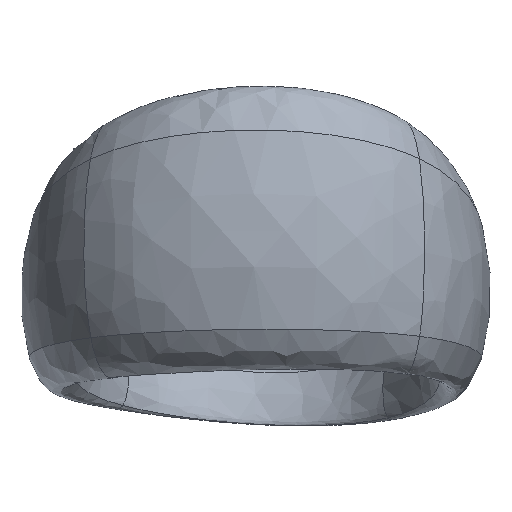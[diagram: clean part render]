
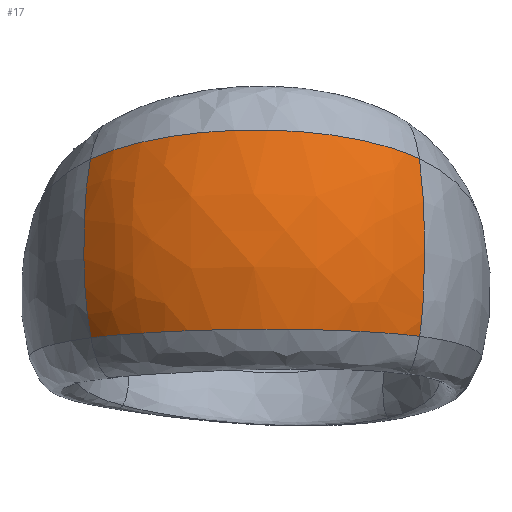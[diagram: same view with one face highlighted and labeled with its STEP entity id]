
A CAD part, left-side view. The second image highlights one B-rep face of the part: STEP entity #17.
In plain terms, the highlighted free-form (B-spline) face has degree [3, 3] with [4, 4] control points.
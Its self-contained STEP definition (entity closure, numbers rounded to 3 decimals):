
#17 = ADVANCED_FACE('',(#18),#56,.T.);
#18 = FACE_BOUND('',#19,.T.);
#19 = EDGE_LOOP('',(#20,#31,#40,#49));
#20 = ORIENTED_EDGE('',*,*,#21,.F.);
#21 = EDGE_CURVE('',#22,#24,#26,.T.);
#22 = VERTEX_POINT('',#23);
#23 = CARTESIAN_POINT('',(-46.645,91.646,-17.229
    ));
#24 = VERTEX_POINT('',#25);
#25 = CARTESIAN_POINT('',(-43.908,91.914,
    83.967));
#26 = B_SPLINE_CURVE_WITH_KNOTS('',3,(#27,#28,#29,#30),.UNSPECIFIED.,.F.
  ,.F.,(4,4),(0.,1.),.PIECEWISE_BEZIER_KNOTS.);
#27 = CARTESIAN_POINT('',(-46.645,91.646,-17.229
    ));
#28 = CARTESIAN_POINT('',(-56.472,96.879,9.569
    ));
#29 = CARTESIAN_POINT('',(-53.968,96.938,58.249
    ));
#30 = CARTESIAN_POINT('',(-43.908,91.914,
    83.967));
#31 = ORIENTED_EDGE('',*,*,#32,.F.);
#32 = EDGE_CURVE('',#33,#22,#35,.T.);
#33 = VERTEX_POINT('',#34);
#34 = CARTESIAN_POINT('',(-49.681,-94.702,-16.393
    ));
#35 = B_SPLINE_CURVE_WITH_KNOTS('',3,(#36,#37,#38,#39),.UNSPECIFIED.,.F.
  ,.F.,(4,4),(0.,1.),.PIECEWISE_BEZIER_KNOTS.);
#36 = CARTESIAN_POINT('',(-49.681,-94.702,-16.393
    ));
#37 = CARTESIAN_POINT('',(-99.914,-48.041,-10.473
    ));
#38 = CARTESIAN_POINT('',(-97.954,45.09,
    -11.441));
#39 = CARTESIAN_POINT('',(-46.645,91.646,-17.229
    ));
#40 = ORIENTED_EDGE('',*,*,#41,.F.);
#41 = EDGE_CURVE('',#42,#33,#44,.T.);
#42 = VERTEX_POINT('',#43);
#43 = CARTESIAN_POINT('',(-46.246,-94.592,
    84.263));
#44 = B_SPLINE_CURVE_WITH_KNOTS('',3,(#45,#46,#47,#48),.UNSPECIFIED.,.F.
  ,.F.,(4,4),(0.,1.),.PIECEWISE_BEZIER_KNOTS.);
#45 = CARTESIAN_POINT('',(-46.246,-94.592,
    84.263));
#46 = CARTESIAN_POINT('',(-53.619,-98.612,58.236
    ));
#47 = CARTESIAN_POINT('',(-56.679,-98.574,9.596
    ));
#48 = CARTESIAN_POINT('',(-49.681,-94.702,-16.393
    ));
#49 = ORIENTED_EDGE('',*,*,#50,.F.);
#50 = EDGE_CURVE('',#24,#42,#51,.T.);
#51 = B_SPLINE_CURVE_WITH_KNOTS('',3,(#52,#53,#54,#55),.UNSPECIFIED.,.F.
  ,.F.,(4,4),(0.,1.),.PIECEWISE_BEZIER_KNOTS.);
#52 = CARTESIAN_POINT('',(-43.908,91.914,
    83.967));
#53 = CARTESIAN_POINT('',(-95.095,45.821,
    105.725));
#54 = CARTESIAN_POINT('',(-96.891,-47.319,106.334
    ));
#55 = CARTESIAN_POINT('',(-46.246,-94.592,
    84.263));
#56 = B_SPLINE_SURFACE_WITH_KNOTS('',3,3,(
    (#57,#58,#59,#60)
    ,(#61,#62,#63,#64)
    ,(#65,#66,#67,#68)
    ,(#69,#70,#71,#72
    )),.UNSPECIFIED.,.F.,.F.,.F.,(4,4),(4,4),(-0.012,
    1.012),(-0.01,1.01),
  .PIECEWISE_BEZIER_KNOTS.);
#57 = CARTESIAN_POINT('',(-42.035,93.056,
    84.245));
#58 = CARTESIAN_POINT('',(-95.128,47.09,107.027
    ));
#59 = CARTESIAN_POINT('',(-97.053,-48.612,
    107.687));
#60 = CARTESIAN_POINT('',(-44.494,-95.802,84.546)
  );
#61 = CARTESIAN_POINT('',(-52.471,98.392,
    58.635));
#62 = CARTESIAN_POINT('',(-107.409,50.16,
    76.315));
#63 = CARTESIAN_POINT('',(-107.568,-50.441,
    76.298));
#64 = CARTESIAN_POINT('',(-52.065,-100.089,58.618
    ));
#65 = CARTESIAN_POINT('',(-55.069,98.343,8.477
    ));
#66 = CARTESIAN_POINT('',(-110.999,49.819,
    17.658));
#67 = CARTESIAN_POINT('',(-111.338,-50.785,17.665
    ));
#68 = CARTESIAN_POINT('',(-55.255,-100.038,8.495
    ));
#69 = CARTESIAN_POINT('',(-44.786,92.8,-18.334
    ));
#70 = CARTESIAN_POINT('',(-97.974,46.342,
    -12.455));
#71 = CARTESIAN_POINT('',(-100.061,-49.356,-11.411
    ));
#72 = CARTESIAN_POINT('',(-47.959,-95.903,-17.473
    ));
